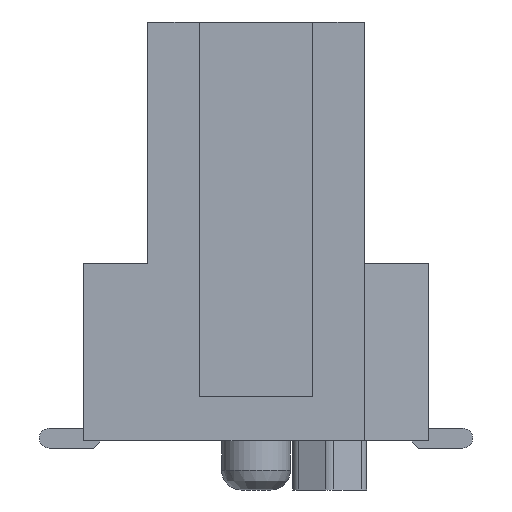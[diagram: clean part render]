
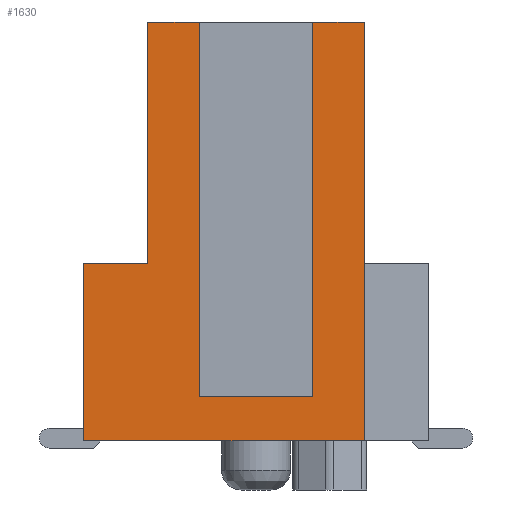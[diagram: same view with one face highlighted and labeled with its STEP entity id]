
A CAD part, left-side view. The second image highlights one B-rep face of the part: STEP entity #1630.
In plain terms, the highlighted planar face has unit normal (-1, 0, 0).
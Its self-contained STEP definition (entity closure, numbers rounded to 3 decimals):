
#1535=CARTESIAN_POINT('',(-11.91,-2.485,-0.275));
#1536=DIRECTION('',(1.0,0.0,0.0));
#1537=DIRECTION('',(0.0,1.0,0.0));
#1538=AXIS2_PLACEMENT_3D('',#1535,#1536,#1537);
#1539=PLANE('',#1538);
#1540=CARTESIAN_POINT('',(-11.91,1.15,1.05));
#1541=VERTEX_POINT('',#1540);
#1542=CARTESIAN_POINT('',(-11.91,-1.15,1.05));
#1543=VERTEX_POINT('',#1542);
#1544=CARTESIAN_POINT('',(-11.91,1.15,1.05));
#1545=DIRECTION('',(0.0,-1.0,0.0));
#1546=VECTOR('',#1545,2.3);
#1547=LINE('',#1544,#1546);
#1548=EDGE_CURVE('',#1541,#1543,#1547,.T.);
#1549=ORIENTED_EDGE('',*,*,#1548,.F.);
#1550=CARTESIAN_POINT('',(-11.91,1.15,8.65));
#1551=VERTEX_POINT('',#1550);
#1552=CARTESIAN_POINT('',(-11.91,1.15,1.05));
#1553=DIRECTION('',(0.0,0.0,1.0));
#1554=VECTOR('',#1553,7.6);
#1555=LINE('',#1552,#1554);
#1556=EDGE_CURVE('',#1541,#1551,#1555,.T.);
#1557=ORIENTED_EDGE('',*,*,#1556,.T.);
#1558=CARTESIAN_POINT('',(-11.91,2.2,8.65));
#1559=VERTEX_POINT('',#1558);
#1560=CARTESIAN_POINT('',(-11.91,2.2,8.65));
#1561=DIRECTION('',(0.0,-1.0,0.0));
#1562=VECTOR('',#1561,1.05);
#1563=LINE('',#1560,#1562);
#1564=EDGE_CURVE('',#1559,#1551,#1563,.T.);
#1565=ORIENTED_EDGE('',*,*,#1564,.F.);
#1566=CARTESIAN_POINT('',(-11.91,2.2,3.75));
#1567=VERTEX_POINT('',#1566);
#1568=CARTESIAN_POINT('',(-11.91,2.2,8.65));
#1569=DIRECTION('',(0.0,0.0,-1.0));
#1570=VECTOR('',#1569,4.9);
#1571=LINE('',#1568,#1570);
#1572=EDGE_CURVE('',#1559,#1567,#1571,.T.);
#1573=ORIENTED_EDGE('',*,*,#1572,.T.);
#1574=CARTESIAN_POINT('',(-11.91,3.5,3.75));
#1575=VERTEX_POINT('',#1574);
#1576=CARTESIAN_POINT('',(-11.91,3.5,3.75));
#1577=DIRECTION('',(0.0,-1.0,0.0));
#1578=VECTOR('',#1577,1.3);
#1579=LINE('',#1576,#1578);
#1580=EDGE_CURVE('',#1575,#1567,#1579,.T.);
#1581=ORIENTED_EDGE('',*,*,#1580,.F.);
#1582=CARTESIAN_POINT('',(-11.91,3.5,0.15));
#1583=VERTEX_POINT('',#1582);
#1584=CARTESIAN_POINT('',(-11.91,3.5,3.75));
#1585=DIRECTION('',(0.0,0.0,-1.0));
#1586=VECTOR('',#1585,3.6);
#1587=LINE('',#1584,#1586);
#1588=EDGE_CURVE('',#1575,#1583,#1587,.T.);
#1589=ORIENTED_EDGE('',*,*,#1588,.T.);
#1590=CARTESIAN_POINT('',(-11.91,-2.2,0.15));
#1591=VERTEX_POINT('',#1590);
#1592=CARTESIAN_POINT('',(-11.91,3.5,0.15));
#1593=DIRECTION('',(0.0,-1.0,0.0));
#1594=VECTOR('',#1593,5.7);
#1595=LINE('',#1592,#1594);
#1596=EDGE_CURVE('',#1583,#1591,#1595,.T.);
#1597=ORIENTED_EDGE('',*,*,#1596,.T.);
#1598=CARTESIAN_POINT('',(-11.91,-2.2,3.75));
#1599=VERTEX_POINT('',#1598);
#1600=CARTESIAN_POINT('',(-11.91,-2.2,3.75));
#1601=DIRECTION('',(0.0,0.0,-1.0));
#1602=VECTOR('',#1601,3.6);
#1603=LINE('',#1600,#1602);
#1604=EDGE_CURVE('',#1599,#1591,#1603,.T.);
#1605=ORIENTED_EDGE('',*,*,#1604,.F.);
#1606=CARTESIAN_POINT('',(-11.91,-2.2,8.65));
#1607=VERTEX_POINT('',#1606);
#1608=CARTESIAN_POINT('',(-11.91,-2.2,8.65));
#1609=DIRECTION('',(0.0,0.0,-1.0));
#1610=VECTOR('',#1609,4.9);
#1611=LINE('',#1608,#1610);
#1612=EDGE_CURVE('',#1607,#1599,#1611,.T.);
#1613=ORIENTED_EDGE('',*,*,#1612,.F.);
#1614=CARTESIAN_POINT('',(-11.91,-1.15,8.65));
#1615=VERTEX_POINT('',#1614);
#1616=CARTESIAN_POINT('',(-11.91,-1.15,8.65));
#1617=DIRECTION('',(0.0,-1.0,0.0));
#1618=VECTOR('',#1617,1.05);
#1619=LINE('',#1616,#1618);
#1620=EDGE_CURVE('',#1615,#1607,#1619,.T.);
#1621=ORIENTED_EDGE('',*,*,#1620,.F.);
#1622=CARTESIAN_POINT('',(-11.91,-1.15,8.65));
#1623=DIRECTION('',(0.0,0.0,-1.0));
#1624=VECTOR('',#1623,7.6);
#1625=LINE('',#1622,#1624);
#1626=EDGE_CURVE('',#1615,#1543,#1625,.T.);
#1627=ORIENTED_EDGE('',*,*,#1626,.T.);
#1628=EDGE_LOOP('',(#1549,#1557,#1565,#1573,#1581,#1589,#1597,#1605,#1613,#1621,#1627));
#1629=FACE_OUTER_BOUND('',#1628,.T.);
#1630=ADVANCED_FACE('',(#1629),#1539,.F.);
